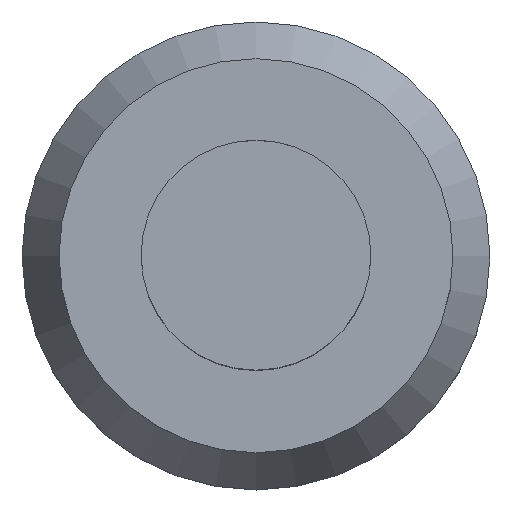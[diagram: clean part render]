
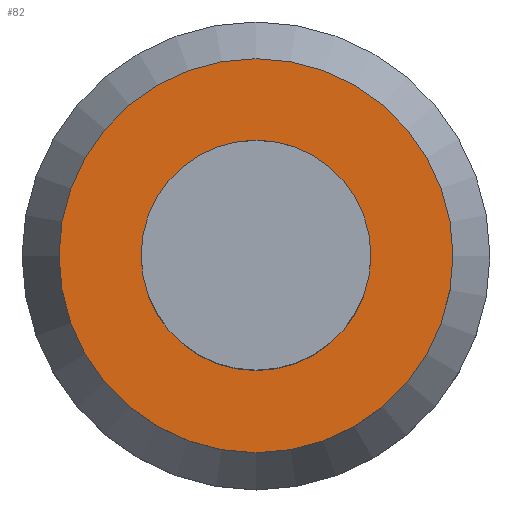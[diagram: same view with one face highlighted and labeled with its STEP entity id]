
A CAD part, top view. The second image highlights one B-rep face of the part: STEP entity #82.
In plain terms, the highlighted planar face has unit normal (0, 0, 1).
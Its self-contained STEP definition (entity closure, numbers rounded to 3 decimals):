
#82=ADVANCED_FACE('240[2]',(#184,#185),#186,.T.);
#103=EDGE_CURVE('240[2]',#216,#216,#217,.T.);
#110=EDGE_CURVE('240[2]',#226,#226,#227,.T.);
#184=FACE_BOUND('',#313,.T.);
#185=FACE_OUTER_BOUND('',#314,.T.);
#186=PLANE('',#315);
#216=VERTEX_POINT('',#386);
#217=CIRCLE('',#387,7.0);
#226=VERTEX_POINT('',#399);
#227=CIRCLE('',#400,12.);
#313=EDGE_LOOP('',(#514));
#314=EDGE_LOOP('',(#515));
#315=AXIS2_PLACEMENT_3D('',#516,#517,#518);
#386=CARTESIAN_POINT('',(7.0,0.,25.));
#387=AXIS2_PLACEMENT_3D('',#543,#544,#545);
#399=CARTESIAN_POINT('',(0.,12.,25.));
#400=AXIS2_PLACEMENT_3D('',#554,#555,#556);
#514=ORIENTED_EDGE('',*,*,#103,.T.);
#515=ORIENTED_EDGE('',*,*,#110,.F.);
#516=CARTESIAN_POINT('',(0.,9.5,25.));
#517=DIRECTION('',(0.,0.,1.0));
#518=DIRECTION('',(1.0,0.,0.0));
#543=CARTESIAN_POINT('',(0.,0.,25.));
#544=DIRECTION('',(0.,0.,-1.0));
#545=DIRECTION('',(1.0,0.,0.));
#554=CARTESIAN_POINT('',(0.,0.,25.));
#555=DIRECTION('',(0.,0.,-1.0));
#556=DIRECTION('',(0.,1.0,0.));
